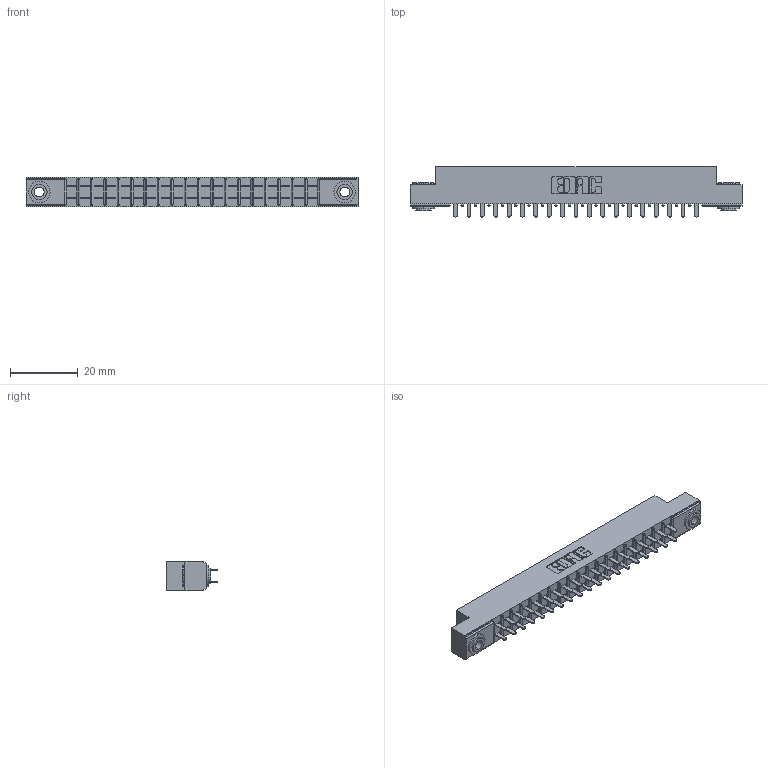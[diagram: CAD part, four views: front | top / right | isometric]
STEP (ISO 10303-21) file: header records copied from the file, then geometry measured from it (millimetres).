
FILE_DESCRIPTION (( 'STEP AP203' ), '1' );
FILE_NAME ('315-038-521-203.STEP', '2019-09-10T17:05:39', ( '' ), ( '' ), 'SwSTEP 2.0', 'SolidWorks 2016', '' );
FILE_SCHEMA (( 'CONFIG_CONTROL_DESIGN' ));
Length unit declared in the file: inch
Products named in the file (4): 305 Part_.156 Dia; 315-038-521-203; 345-250-002_345-250-002-102; 305-290-001_521
Assembly tree (41 placements, depth 2):
  315-038-521-203
    305 Part_.156 Dia
    305-290-001_521  x38
    345-250-002_345-250-002-102  x2
Bounding box: 98.3 x 14.86 x 8.71 mm (x, y, z)
Volume: 6139.5 mm3; surface area: 11493 mm2
Topology: 41 solids, 41 shells, 1916 faces, 5425 edges, 3510 vertices
Faces by surface type: plane 1118, cylinder 714, sphere 76, cone 8
Entity records: 24317 total; most frequent: CARTESIAN_POINT 4004, ORIENTED_EDGE 3962, DIRECTION 3907, EDGE_CURVE 1981, VECTOR 1569, LINE 1569, VERTEX_POINT 1266, AXIS2_PLACEMENT_3D 1169
